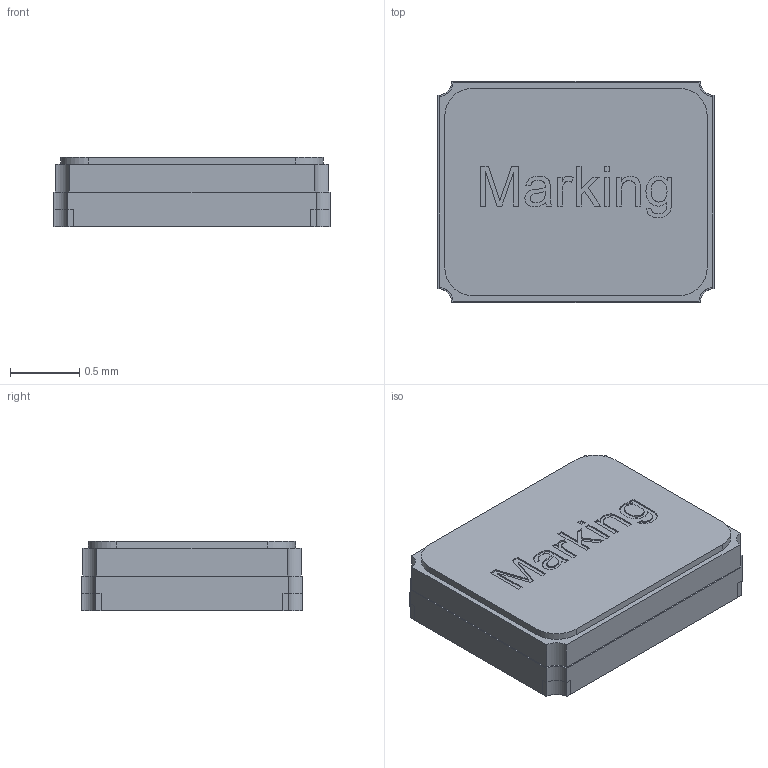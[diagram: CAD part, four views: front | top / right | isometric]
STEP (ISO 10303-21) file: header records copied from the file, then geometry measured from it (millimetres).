
FILE_DESCRIPTION(/* description */ ('Unknown'),/* implementation_level */ '2;1');
FILE_NAME(/* name */ 'FrqXTAL_IQXC-42',/* time_stamp */ '2018-08-29T10:49:09+02:00',/* author */ ('Unknown'),/* organization */ ('Unknown'),/* preprocessor_version */ 'ST-DEVELOPER v16.7',/* originating_system */ 'DEX',/* authorisation */ $);
FILE_SCHEMA (('AUTOMOTIVE_DESIGN {1 0 10303 214 3 1 1}'));
Length unit declared in the file: millimetre
Products named in the file (4): IQXC-42; Body; Pins; Cover
Assembly tree (3 placements, depth 2):
  IQXC-42
    Body
    Pins
    Cover
Bounding box: 2 x 1.6 x 0.5 mm (x, y, z)
Volume: 1.6 mm3; surface area: 20.9 mm2
Topology: 6 solids, 6 shells, 175 faces, 456 edges, 304 vertices
Faces by surface type: plane 143, cylinder 16, bspline 16
Entity records: 6569 total; most frequent: CARTESIAN_POINT 1778, ORIENTED_EDGE 910, DIRECTION 689, EDGE_CURVE 455, VERTEX_POINT 304, LINE 299, VECTOR 299, AXIS2_PLACEMENT_3D 195
